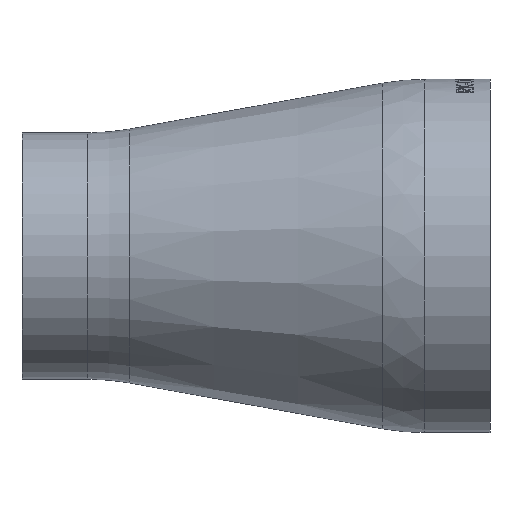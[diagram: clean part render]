
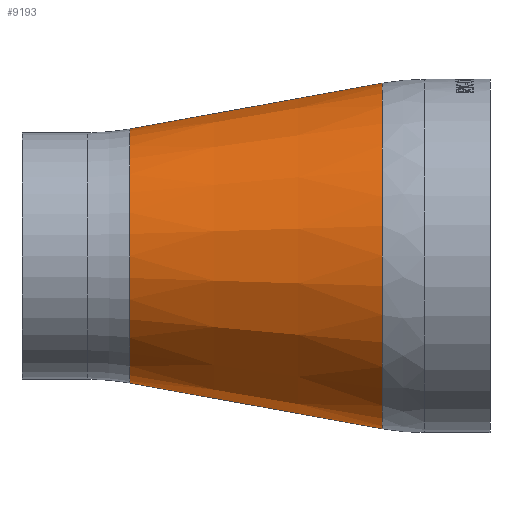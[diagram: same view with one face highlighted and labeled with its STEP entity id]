
A CAD part, left-side view. The second image highlights one B-rep face of the part: STEP entity #9193.
In plain terms, the highlighted conical face has half-angle 10.282 degrees and reference radius 17.364 mm.
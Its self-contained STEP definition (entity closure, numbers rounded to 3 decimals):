
#514 = CARTESIAN_POINT ( 'NONE',  ( 0., 49.288, 0. ) ) ;
#1521 = EDGE_LOOP ( 'NONE', ( #2968 ) ) ;
#1565 = CARTESIAN_POINT ( 'NONE',  ( 0., 49.288, 0. ) ) ;
#1819 = DIRECTION ( 'NONE',  ( 0., -1., 0. ) ) ;
#2319 = EDGE_LOOP ( 'NONE', ( #12708 ) ) ;
#2934 = FACE_BOUND ( 'NONE', #2319, .T. ) ;
#2968 = ORIENTED_EDGE ( 'NONE', *, *, #8818, .F. ) ;
#4253 = AXIS2_PLACEMENT_3D ( 'NONE', #514, #1819, #11722 ) ;
#5411 = DIRECTION ( 'NONE',  ( 0., -1., 0. ) ) ;
#5471 = CARTESIAN_POINT ( 'NONE',  ( 0., 14.712, 0. ) ) ;
#5528 = VERTEX_POINT ( 'NONE', #11364 ) ;
#6856 = CIRCLE ( 'NONE', #8752, 23.636 ) ;
#6970 = DIRECTION ( 'NONE',  ( 0., 0., -1. ) ) ;
#7687 = EDGE_CURVE ( 'NONE', #5528, #5528, #12200, .T. ) ;
#7821 = FACE_OUTER_BOUND ( 'NONE', #1521, .T. ) ;
#8752 = AXIS2_PLACEMENT_3D ( 'NONE', #5471, #5411, #9242 ) ;
#8818 = EDGE_CURVE ( 'NONE', #10419, #10419, #6856, .T. ) ;
#9193 = ADVANCED_FACE ( 'NONE', ( #7821, #2934 ), #11560, .T. ) ;
#9242 = DIRECTION ( 'NONE',  ( 0., 0., -1. ) ) ;
#10292 = DIRECTION ( 'NONE',  ( 0., -1., 0. ) ) ;
#10419 = VERTEX_POINT ( 'NONE', #12573 ) ;
#11364 = CARTESIAN_POINT ( 'NONE',  ( 0., 49.288, -17.364 ) ) ;
#11560 = CONICAL_SURFACE ( 'NONE', #4253, 17.364, 0.179 ) ;
#11722 = DIRECTION ( 'NONE',  ( 0., 0., -1. ) ) ;
#12200 = CIRCLE ( 'NONE', #15579, 17.364 ) ;
#12573 = CARTESIAN_POINT ( 'NONE',  ( 0., 14.712, -23.636 ) ) ;
#12708 = ORIENTED_EDGE ( 'NONE', *, *, #7687, .T. ) ;
#15579 = AXIS2_PLACEMENT_3D ( 'NONE', #1565, #10292, #6970 ) ;
